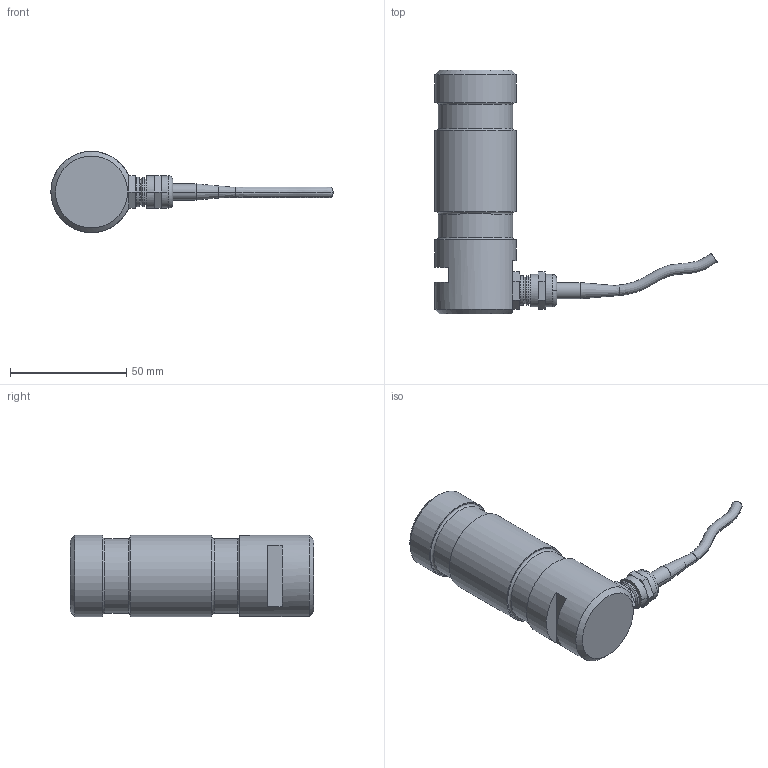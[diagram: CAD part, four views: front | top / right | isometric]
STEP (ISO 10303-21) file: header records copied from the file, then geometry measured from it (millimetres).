
FILE_DESCRIPTION( ( 'Unknown' ), '1' );
FILE_NAME( 'K1661-20-50kN.stp', 'Unknown', ( 'Unknown' ), ( 'Unknown' ), 'PSStep 17.0.49', 'Unknown', ' ' );
FILE_SCHEMA( ( 'AUTOMOTIVE_DESIGN { 1 0 10303 214 1 1 1 1 }' ) );
Length unit declared in the file: millimetre
Products named in the file (4): Assem1; 1661-001_doc-00010409; m12x1,5_doc-00010622; kabeldurchmesser 4,5_doc-00005151
Assembly tree (3 placements, depth 2):
  Assem1
    1661-001_doc-00010409
    m12x1,5_doc-00010622
    kabeldurchmesser 4,5_doc-00005151
Bounding box: 121.55 x 105 x 35 mm (x, y, z)
Volume: 100017.9 mm3; surface area: 17031.9 mm2
Topology: 3 solids, 3 shells, 93 faces, 196 edges, 119 vertices
Faces by surface type: plane 44, cylinder 23, cone 18, torus 6, bspline 2
Full cylindrical faces by diameter (mm): 32 x2, 35 x3
Entity records: 4609 total; most frequent: CARTESIAN_POINT 2177, ORIENTED_EDGE 364, DIRECTION 235, EDGE_CURVE 182, B_SPLINE_CURVE_WITH_KNOTS 156, EDGE_LOOP 116, VERTEX_POINT 116, AXIS2_PLACEMENT_3D 114
